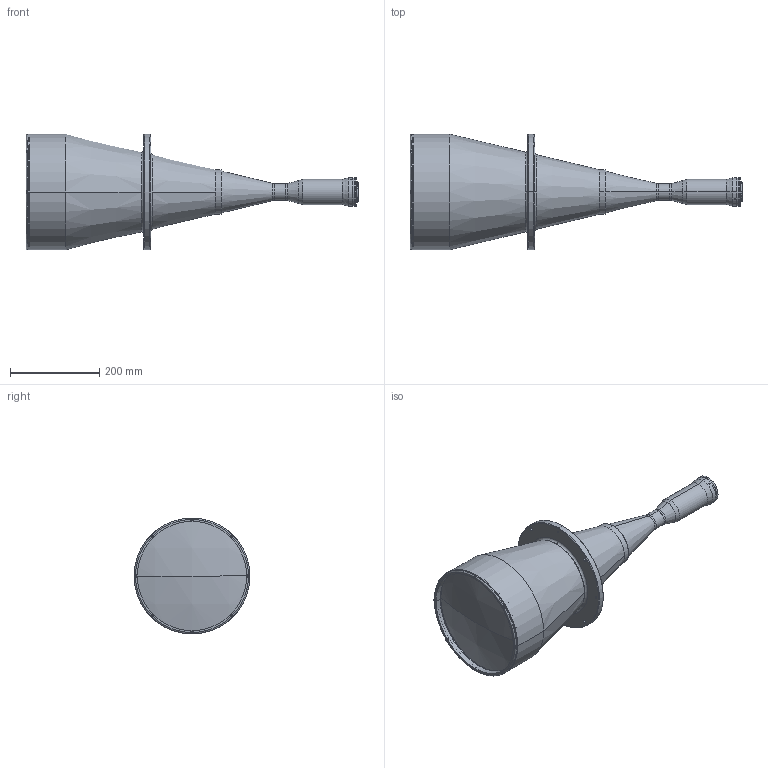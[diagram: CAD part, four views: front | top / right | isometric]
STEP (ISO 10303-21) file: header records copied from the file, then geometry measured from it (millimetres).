
FILE_DESCRIPTION (( 'STEP AP214' ), '1' );
FILE_NAME ('TC16M192.STEP', '2014-12-18T09:32:41', ( '' ), ( '' ), 'SwSTEP 2.0', 'SolidWorks 2013', '' );
FILE_SCHEMA (( 'AUTOMOTIVE_DESIGN' ));
Length unit declared in the file: millimetre
Products named in the file (1): TC16M192
Bounding box: 745.88 x 260 x 260 mm (x, y, z)
Surface area: 489883 mm2 (no closed solid volume)
Topology: 0 solids, 22 shells, 220 faces, 709 edges, 496 vertices
Faces by surface type: cylinder 90, plane 72, torus 32, cone 24, sphere 2
Entity records: 10799 total; most frequent: CARTESIAN_POINT 1952, DIRECTION 1458, ORIENTED_EDGE 1111, EDGE_CURVE 709, AXIS2_PLACEMENT_3D 566, VERTEX_POINT 496, CIRCLE 345, VECTOR 326
